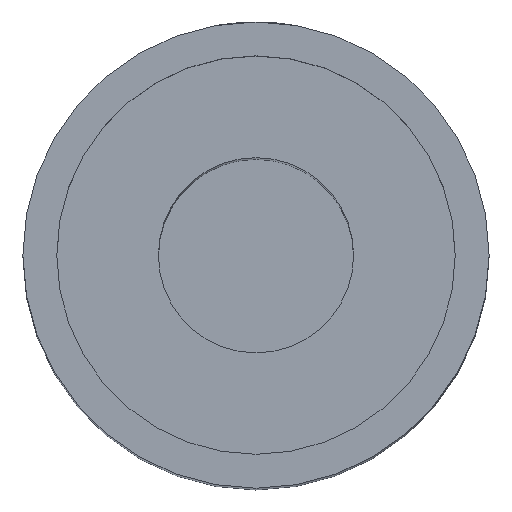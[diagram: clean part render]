
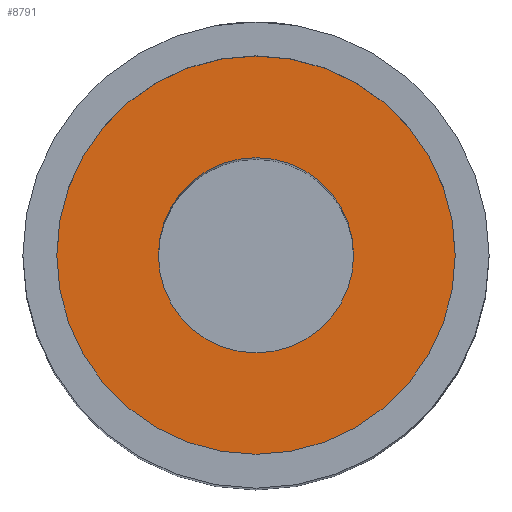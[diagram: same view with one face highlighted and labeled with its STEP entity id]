
A CAD part, top view. The second image highlights one B-rep face of the part: STEP entity #8791.
In plain terms, the highlighted planar face has unit normal (0, 0, 1).
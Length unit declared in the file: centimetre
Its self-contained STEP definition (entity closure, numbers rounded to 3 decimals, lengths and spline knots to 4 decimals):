
#185=CIRCLE('',#444,0.1245);
#187=CIRCLE('',#447,0.254);
#444=AXIS2_PLACEMENT_3D('',#13741,#2630,#2631);
#446=AXIS2_PLACEMENT_3D('',#13745,#2634,$);
#447=AXIS2_PLACEMENT_3D('',#13746,#2635,#2636);
#664=PLANE('',#446);
#2630=DIRECTION('',(0.,0.,1.));
#2631=DIRECTION('',(0.124,0.,0.));
#2634=DIRECTION('',(0.,0.,1.));
#2635=DIRECTION('',(0.,0.,1.));
#2636=DIRECTION('',(0.254,0.,0.));
#3497=VERTEX_POINT('',#13742);
#3499=VERTEX_POINT('',#13747);
#5034=EDGE_CURVE('',#3497,#3497,#185,.T.);
#5036=EDGE_CURVE('',#3499,#3499,#187,.T.);
#7194=ORIENTED_EDGE('',*,*,#5034,.F.);
#7195=ORIENTED_EDGE('',*,*,#5036,.T.);
#7877=EDGE_LOOP('',(#7194));
#7878=EDGE_LOOP('',(#7195));
#8350=FACE_BOUND('',#7877,.T.);
#8351=FACE_BOUND('',#7878,.T.);
#8791=ADVANCED_FACE('',(#8350,#8351),#664,.T.);
#13741=CARTESIAN_POINT('',(0.,0.,-0.1219));
#13742=CARTESIAN_POINT('',(-0.1245,0.,-0.1219));
#13745=CARTESIAN_POINT('',(0.,0.,-0.1219));
#13746=CARTESIAN_POINT('',(0.,0.,-0.1219));
#13747=CARTESIAN_POINT('',(0.254,0.,-0.1219));
